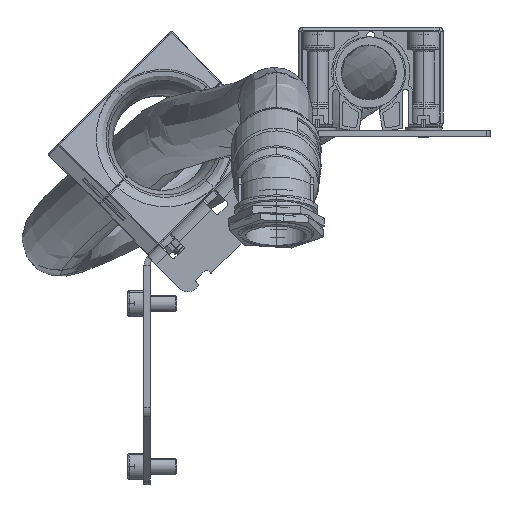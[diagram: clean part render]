
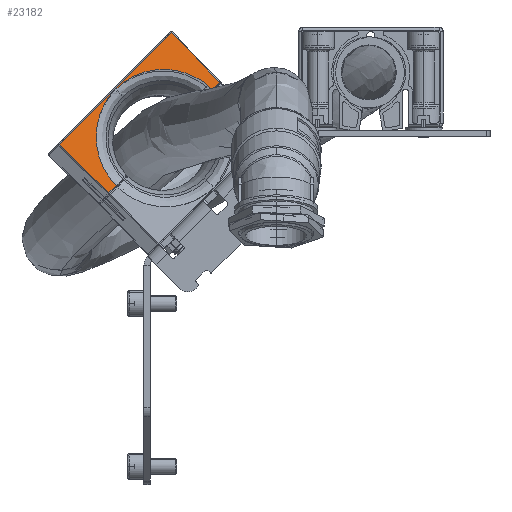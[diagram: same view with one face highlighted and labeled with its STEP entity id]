
A CAD part, left-side view. The second image highlights one B-rep face of the part: STEP entity #23182.
In plain terms, the highlighted planar face has unit normal (-0.985, -0.135, 0.11).
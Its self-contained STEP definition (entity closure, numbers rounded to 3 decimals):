
#2171 = EDGE_CURVE ( 'NONE', #74061, #57586, #21224, .T. ) ;
#5029 = DIRECTION ( 'NONE',  ( -0.174, 0.696, -0.696 ) ) ;
#5343 = VERTEX_POINT ( 'NONE', #67834 ) ;
#5622 = CARTESIAN_POINT ( 'NONE',  ( -106.013, 842.886, 148.667 ) ) ;
#5777 = EDGE_LOOP ( 'NONE', ( #57768, #13742, #35519, #52477, #55289, #34072, #14888 ) ) ;
#9078 = DIRECTION ( 'NONE',  ( 0.174, -0.696, 0.696 ) ) ;
#9247 = EDGE_CURVE ( 'NONE', #73722, #12398, #43780, .T. ) ;
#10875 = CARTESIAN_POINT ( 'NONE',  ( -113.364, 893.744, 145.353 ) ) ;
#12398 = VERTEX_POINT ( 'NONE', #31434 ) ;
#12767 = CARTESIAN_POINT ( 'NONE',  ( -120.335, 921.944, 117.692 ) ) ;
#13742 = ORIENTED_EDGE ( 'NONE', *, *, #71612, .T. ) ;
#14888 = ORIENTED_EDGE ( 'NONE', *, *, #20044, .T. ) ;
#15990 = CARTESIAN_POINT ( 'NONE',  ( -116.788, 907.478, 131.618 ) ) ;
#20044 = EDGE_CURVE ( 'NONE', #12398, #5343, #71485, .T. ) ;
#20490 = EDGE_CURVE ( 'NONE', #57586, #73601, #55499, .T. ) ;
#20999 = CARTESIAN_POINT ( 'NONE',  ( -106.904, 846.458, 145.095 ) ) ;
#21224 =( BOUNDED_CURVE ( )  B_SPLINE_CURVE ( 3, ( #75521, #63863, #15990, #43163 ),
 .UNSPECIFIED., .F., .T. ) 
 B_SPLINE_CURVE_WITH_KNOTS ( ( 4, 4 ),
 ( 4.72, 6.283 ),
 .UNSPECIFIED. ) 
 CURVE ( )  GEOMETRIC_REPRESENTATION_ITEM ( )  RATIONAL_B_SPLINE_CURVE ( ( 1., 0.807, 0.807, 1. ) ) 
 REPRESENTATION_ITEM ( '' )  );
#21322 = VECTOR ( 'NONE', #36034, 1000. ) ;
#22213 = CARTESIAN_POINT ( 'NONE',  ( -109.939, 880.009, 159.087 ) ) ;
#23182 = ADVANCED_FACE ( 'NONE', ( #56519 ), #61705, .T. ) ;
#23502 = CARTESIAN_POINT ( 'NONE',  ( -106.904, 846.458, 145.095 ) ) ;
#25923 = DIRECTION ( 'NONE',  ( 0.174, -0.696, 0.696 ) ) ;
#28135 = VECTOR ( 'NONE', #5029, 1000. ) ;
#29380 = DIRECTION ( 'NONE',  ( -0.985, -0.135, 0.11 ) ) ;
#31434 = CARTESIAN_POINT ( 'NONE',  ( -106.493, 866.435, 173.201 ) ) ;
#32928 = LINE ( 'NONE', #59253, #60564 ) ;
#34072 = ORIENTED_EDGE ( 'NONE', *, *, #9247, .T. ) ;
#35156 = CARTESIAN_POINT ( 'NONE',  ( -107.269, 860.465, 158.981 ) ) ;
#35519 = ORIENTED_EDGE ( 'NONE', *, *, #2171, .T. ) ;
#36034 = DIRECTION ( 'NONE',  ( -0.014, 0.693, 0.721 ) ) ;
#42058 = CARTESIAN_POINT ( 'NONE',  ( -113.364, 893.744, 145.353 ) ) ;
#43163 = CARTESIAN_POINT ( 'NONE',  ( -113.364, 893.744, 145.353 ) ) ;
#43780 = LINE ( 'NONE', #83491, #21322 ) ;
#45167 = AXIS2_PLACEMENT_3D ( 'NONE', #56092, #29380, #81571 ) ;
#46288 = DIRECTION ( 'NONE',  ( 0.02, -0.717, -0.697 ) ) ;
#52477 = ORIENTED_EDGE ( 'NONE', *, *, #20490, .T. ) ;
#54840 = LINE ( 'NONE', #60057, #57621 ) ;
#55289 = ORIENTED_EDGE ( 'NONE', *, *, #72026, .T. ) ;
#55499 =( BOUNDED_CURVE ( )  B_SPLINE_CURVE ( 3, ( #42058, #22213, #35156, #23502 ),
 .UNSPECIFIED., .F., .T. ) 
 B_SPLINE_CURVE_WITH_KNOTS ( ( 4, 4 ),
 ( 0., 1.563 ),
 .UNSPECIFIED. ) 
 CURVE ( )  GEOMETRIC_REPRESENTATION_ITEM ( )  RATIONAL_B_SPLINE_CURVE ( ( 1., 0.807, 0.807, 1. ) ) 
 REPRESENTATION_ITEM ( '' )  );
#56092 = CARTESIAN_POINT ( 'NONE',  ( -118.659, 893.283, 97.574 ) ) ;
#56519 = FACE_OUTER_BOUND ( 'NONE', #5777, .T. ) ;
#57586 = VERTEX_POINT ( 'NONE', #10875 ) ;
#57621 = VECTOR ( 'NONE', #9078, 1000. ) ;
#57768 = ORIENTED_EDGE ( 'NONE', *, *, #78284, .T. ) ;
#59002 = CARTESIAN_POINT ( 'NONE',  ( -106.012, 842.88, 148.673 ) ) ;
#59124 = CARTESIAN_POINT ( 'NONE',  ( -119.559, 897.208, 94.345 ) ) ;
#59253 = CARTESIAN_POINT ( 'NONE',  ( -119.55, 896.862, 94.008 ) ) ;
#60057 = CARTESIAN_POINT ( 'NONE',  ( -118.667, 893.63, 97.923 ) ) ;
#60564 = VECTOR ( 'NONE', #46288, 1000. ) ;
#61705 = PLANE ( 'NONE',  #45167 ) ;
#63863 = CARTESIAN_POINT ( 'NONE',  ( -118.98, 907.431, 112.015 ) ) ;
#64059 = CARTESIAN_POINT ( 'NONE',  ( -118.667, 893.63, 97.923 ) ) ;
#67834 = CARTESIAN_POINT ( 'NONE',  ( -120.247, 921.59, 118.046 ) ) ;
#71485 = LINE ( 'NONE', #12767, #28135 ) ;
#71612 = EDGE_CURVE ( 'NONE', #71998, #74061, #54840, .T. ) ;
#71998 = VERTEX_POINT ( 'NONE', #59124 ) ;
#72026 = EDGE_CURVE ( 'NONE', #73601, #73722, #85441, .T. ) ;
#73601 = VERTEX_POINT ( 'NONE', #20999 ) ;
#73722 = VERTEX_POINT ( 'NONE', #59002 ) ;
#74061 = VERTEX_POINT ( 'NONE', #64059 ) ;
#75521 = CARTESIAN_POINT ( 'NONE',  ( -118.667, 893.63, 97.923 ) ) ;
#78284 = EDGE_CURVE ( 'NONE', #5343, #71998, #32928, .T. ) ;
#81571 = DIRECTION ( 'NONE',  ( 0.017, -0.705, -0.709 ) ) ;
#83491 = CARTESIAN_POINT ( 'NONE',  ( -106.501, 866.794, 173.574 ) ) ;
#83814 = VECTOR ( 'NONE', #25923, 1000. ) ;
#85441 = LINE ( 'NONE', #5622, #83814 ) ;
